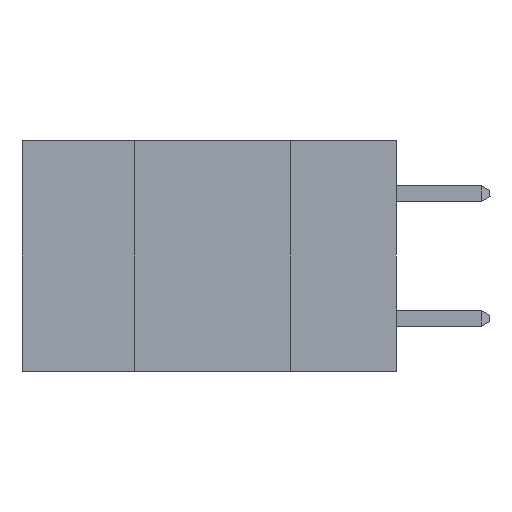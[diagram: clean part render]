
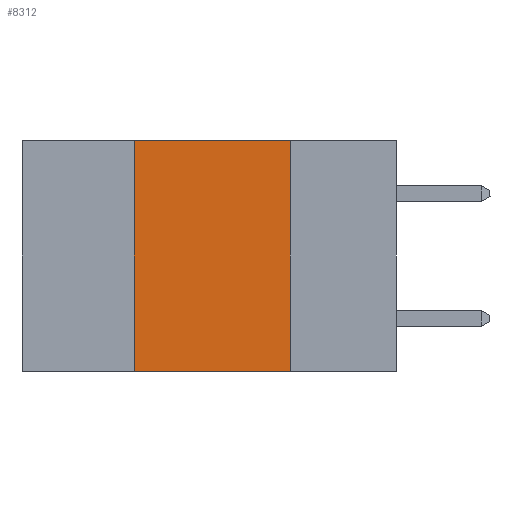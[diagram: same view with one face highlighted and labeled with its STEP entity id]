
A CAD part, left-side view. The second image highlights one B-rep face of the part: STEP entity #8312.
In plain terms, the highlighted planar face has unit normal (-1, 0, 0).
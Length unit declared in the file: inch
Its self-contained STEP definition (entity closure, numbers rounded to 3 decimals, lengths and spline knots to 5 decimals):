
#849 = CARTESIAN_POINT ( 'NONE',  ( 0., 0.6, 0. ) ) ;
#3744 = LINE ( 'NONE', #13363, #28739 ) ;
#4732 = DIRECTION ( 'NONE',  ( 0., 0., 1. ) ) ;
#4985 = EDGE_LOOP ( 'NONE', ( #17550, #11444, #16426, #22155 ) ) ;
#5341 = VECTOR ( 'NONE', #23191, 39.37008 ) ;
#7068 = LINE ( 'NONE', #16525, #5341 ) ;
#7621 = DIRECTION ( 'NONE',  ( 0., 0., -1. ) ) ;
#8233 = DIRECTION ( 'NONE',  ( 0., -1., 0. ) ) ;
#8312 = ADVANCED_FACE ( 'NONE', ( #25661 ), #13959, .F. ) ;
#9432 = DIRECTION ( 'NONE',  ( 0., -1., 0. ) ) ;
#9536 = AXIS2_PLACEMENT_3D ( 'NONE', #14239, #18685, #7621 ) ;
#10175 = VERTEX_POINT ( 'NONE', #25857 ) ;
#10616 = LINE ( 'NONE', #849, #27548 ) ;
#11444 = ORIENTED_EDGE ( 'NONE', *, *, #18054, .F. ) ;
#11577 = EDGE_CURVE ( 'NONE', #27293, #23834, #16519, .T. ) ;
#12613 = EDGE_CURVE ( 'NONE', #22634, #10175, #7068, .T. ) ;
#13363 = CARTESIAN_POINT ( 'NONE',  ( 0., 0.6, -0.37 ) ) ;
#13959 = PLANE ( 'NONE',  #9536 ) ;
#14239 = CARTESIAN_POINT ( 'NONE',  ( 0., 0.6, 0. ) ) ;
#14261 = CARTESIAN_POINT ( 'NONE',  ( 0., 0.42, 0. ) ) ;
#16426 = ORIENTED_EDGE ( 'NONE', *, *, #11577, .F. ) ;
#16519 = LINE ( 'NONE', #18050, #19986 ) ;
#16525 = CARTESIAN_POINT ( 'NONE',  ( 0., 0.17, 0. ) ) ;
#17550 = ORIENTED_EDGE ( 'NONE', *, *, #12613, .F. ) ;
#18050 = CARTESIAN_POINT ( 'NONE',  ( 0., 0.42, 0. ) ) ;
#18054 = EDGE_CURVE ( 'NONE', #23834, #22634, #10616, .T. ) ;
#18685 = DIRECTION ( 'NONE',  ( 1., 0., 0. ) ) ;
#19986 = VECTOR ( 'NONE', #4732, 39.37008 ) ;
#22155 = ORIENTED_EDGE ( 'NONE', *, *, #24820, .T. ) ;
#22634 = VERTEX_POINT ( 'NONE', #26411 ) ;
#23191 = DIRECTION ( 'NONE',  ( 0., 0., -1. ) ) ;
#23834 = VERTEX_POINT ( 'NONE', #14261 ) ;
#24820 = EDGE_CURVE ( 'NONE', #27293, #10175, #3744, .T. ) ;
#25661 = FACE_OUTER_BOUND ( 'NONE', #4985, .T. ) ;
#25857 = CARTESIAN_POINT ( 'NONE',  ( 0., 0.17, -0.37 ) ) ;
#26411 = CARTESIAN_POINT ( 'NONE',  ( 0., 0.17, 0. ) ) ;
#26716 = CARTESIAN_POINT ( 'NONE',  ( 0., 0.42, -0.37 ) ) ;
#27293 = VERTEX_POINT ( 'NONE', #26716 ) ;
#27548 = VECTOR ( 'NONE', #9432, 39.37008 ) ;
#28739 = VECTOR ( 'NONE', #8233, 39.37008 ) ;
